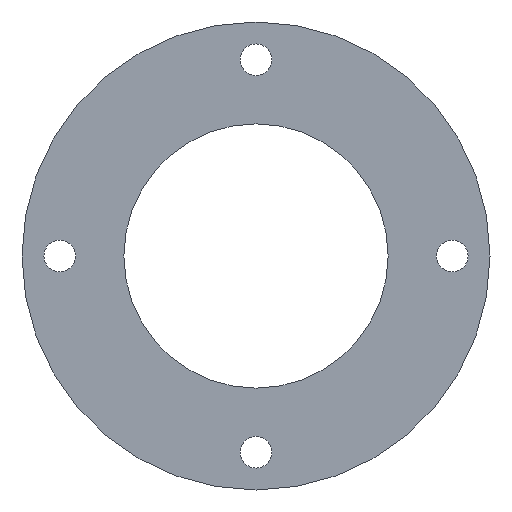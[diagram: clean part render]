
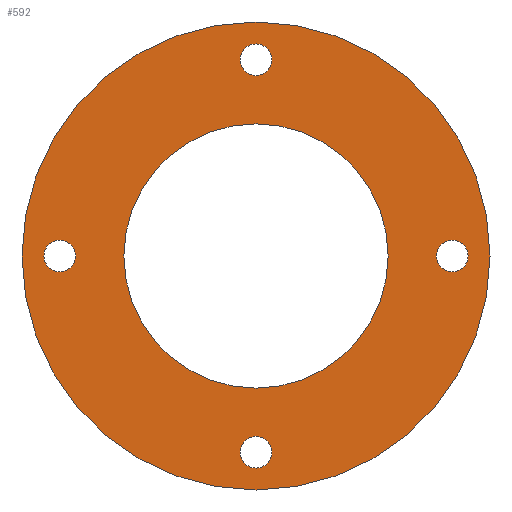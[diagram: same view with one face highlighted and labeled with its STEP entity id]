
A CAD part, front view. The second image highlights one B-rep face of the part: STEP entity #592.
In plain terms, the highlighted planar face has unit normal (0, -1, 0).
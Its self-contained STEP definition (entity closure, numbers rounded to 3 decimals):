
#1 = ORIENTED_EDGE ( 'NONE', *, *, #618, .T. ) ;
#3 = EDGE_LOOP ( 'NONE', ( #472, #1 ) ) ;
#7 = CARTESIAN_POINT ( 'NONE',  ( 26., 0., 0. ) ) ;
#20 = CARTESIAN_POINT ( 'NONE',  ( 0., 0., 31. ) ) ;
#23 = CARTESIAN_POINT ( 'NONE',  ( 0., 0., 0. ) ) ;
#31 = ORIENTED_EDGE ( 'NONE', *, *, #595, .F. ) ;
#33 = EDGE_CURVE ( 'NONE', #484, #281, #283, .T. ) ;
#38 = AXIS2_PLACEMENT_3D ( 'NONE', #23, #244, #474 ) ;
#42 = EDGE_CURVE ( 'NONE', #373, #486, #109, .T. ) ;
#44 = ORIENTED_EDGE ( 'NONE', *, *, #139, .T. ) ;
#48 = CARTESIAN_POINT ( 'NONE',  ( -26., 0., 0. ) ) ;
#53 = AXIS2_PLACEMENT_3D ( 'NONE', #399, #520, #183 ) ;
#62 = EDGE_LOOP ( 'NONE', ( #322, #544 ) ) ;
#93 = DIRECTION ( 'NONE',  ( 0., 1., 0. ) ) ;
#101 = ORIENTED_EDGE ( 'NONE', *, *, #132, .T. ) ;
#107 = DIRECTION ( 'NONE',  ( 0., 0., 1. ) ) ;
#109 = CIRCLE ( 'NONE', #548, 2.1 ) ;
#113 = CARTESIAN_POINT ( 'NONE',  ( 0., 0., 28.1 ) ) ;
#116 = EDGE_CURVE ( 'NONE', #281, #484, #271, .T. ) ;
#118 = DIRECTION ( 'NONE',  ( 0., 1., 0. ) ) ;
#122 = AXIS2_PLACEMENT_3D ( 'NONE', #392, #574, #568 ) ;
#128 = CARTESIAN_POINT ( 'NONE',  ( 26., 0., 0. ) ) ;
#130 = DIRECTION ( 'NONE',  ( 0., 1., 0. ) ) ;
#132 = EDGE_CURVE ( 'NONE', #486, #373, #332, .T. ) ;
#135 = AXIS2_PLACEMENT_3D ( 'NONE', #48, #718, #309 ) ;
#137 = ORIENTED_EDGE ( 'NONE', *, *, #33, .T. ) ;
#139 = EDGE_CURVE ( 'NONE', #422, #710, #610, .T. ) ;
#151 = VERTEX_POINT ( 'NONE', #402 ) ;
#156 = AXIS2_PLACEMENT_3D ( 'NONE', #361, #415, #417 ) ;
#157 = DIRECTION ( 'NONE',  ( 0., 1., 0. ) ) ;
#165 = DIRECTION ( 'NONE',  ( 0., 0., -1. ) ) ;
#166 = CARTESIAN_POINT ( 'NONE',  ( 26., 0., 2.1 ) ) ;
#170 = CIRCLE ( 'NONE', #53, 17.5 ) ;
#178 = FACE_BOUND ( 'NONE', #62, .T. ) ;
#182 = CIRCLE ( 'NONE', #708, 2.1 ) ;
#183 = DIRECTION ( 'NONE',  ( 0., 0., -1. ) ) ;
#214 = AXIS2_PLACEMENT_3D ( 'NONE', #7, #232, #672 ) ;
#216 = PLANE ( 'NONE',  #408 ) ;
#217 = CIRCLE ( 'NONE', #588, 17.5 ) ;
#222 = DIRECTION ( 'NONE',  ( 0., -1., 0. ) ) ;
#232 = DIRECTION ( 'NONE',  ( 0., 1., 0. ) ) ;
#244 = DIRECTION ( 'NONE',  ( 0., -1., 0. ) ) ;
#262 = VERTEX_POINT ( 'NONE', #555 ) ;
#265 = EDGE_CURVE ( 'NONE', #262, #289, #674, .T. ) ;
#270 = CARTESIAN_POINT ( 'NONE',  ( 0., 0., 0. ) ) ;
#271 = CIRCLE ( 'NONE', #730, 2.1 ) ;
#274 = ORIENTED_EDGE ( 'NONE', *, *, #42, .T. ) ;
#281 = VERTEX_POINT ( 'NONE', #166 ) ;
#283 = CIRCLE ( 'NONE', #214, 2.1 ) ;
#289 = VERTEX_POINT ( 'NONE', #733 ) ;
#294 = ORIENTED_EDGE ( 'NONE', *, *, #353, .F. ) ;
#301 = DIRECTION ( 'NONE',  ( 0., -1., 0. ) ) ;
#309 = DIRECTION ( 'NONE',  ( 0., 0., 1. ) ) ;
#322 = ORIENTED_EDGE ( 'NONE', *, *, #450, .T. ) ;
#332 = CIRCLE ( 'NONE', #156, 2.1 ) ;
#353 = EDGE_CURVE ( 'NONE', #701, #590, #170, .T. ) ;
#355 = ORIENTED_EDGE ( 'NONE', *, *, #675, .T. ) ;
#356 = VERTEX_POINT ( 'NONE', #113 ) ;
#360 = CIRCLE ( 'NONE', #488, 31. ) ;
#361 = CARTESIAN_POINT ( 'NONE',  ( 0., 0., -26. ) ) ;
#373 = VERTEX_POINT ( 'NONE', #692 ) ;
#392 = CARTESIAN_POINT ( 'NONE',  ( 0., 0., 26. ) ) ;
#397 = EDGE_LOOP ( 'NONE', ( #478, #137 ) ) ;
#398 = CARTESIAN_POINT ( 'NONE',  ( 0., 0., -17.5 ) ) ;
#399 = CARTESIAN_POINT ( 'NONE',  ( 0., 0., 0. ) ) ;
#402 = CARTESIAN_POINT ( 'NONE',  ( 0., 0., 23.9 ) ) ;
#408 = AXIS2_PLACEMENT_3D ( 'NONE', #691, #118, #579 ) ;
#415 = DIRECTION ( 'NONE',  ( 0., 1., 0. ) ) ;
#417 = DIRECTION ( 'NONE',  ( 0., 0., 1. ) ) ;
#422 = VERTEX_POINT ( 'NONE', #496 ) ;
#423 = CARTESIAN_POINT ( 'NONE',  ( 26., 0., -2.1 ) ) ;
#424 = EDGE_CURVE ( 'NONE', #356, #151, #182, .T. ) ;
#441 = DIRECTION ( 'NONE',  ( 0., 0., 1. ) ) ;
#443 = CIRCLE ( 'NONE', #122, 2.1 ) ;
#449 = DIRECTION ( 'NONE',  ( 0., 1., 0. ) ) ;
#450 = EDGE_CURVE ( 'NONE', #289, #262, #469, .T. ) ;
#462 = FACE_OUTER_BOUND ( 'NONE', #604, .T. ) ;
#464 = CARTESIAN_POINT ( 'NONE',  ( 0., 0., 17.5 ) ) ;
#469 = CIRCLE ( 'NONE', #135, 2.1 ) ;
#472 = ORIENTED_EDGE ( 'NONE', *, *, #424, .T. ) ;
#474 = DIRECTION ( 'NONE',  ( 0., 0., -1. ) ) ;
#478 = ORIENTED_EDGE ( 'NONE', *, *, #116, .T. ) ;
#484 = VERTEX_POINT ( 'NONE', #423 ) ;
#486 = VERTEX_POINT ( 'NONE', #599 ) ;
#488 = AXIS2_PLACEMENT_3D ( 'NONE', #645, #301, #651 ) ;
#496 = CARTESIAN_POINT ( 'NONE',  ( 0., 0., -31. ) ) ;
#517 = FACE_BOUND ( 'NONE', #725, .T. ) ;
#520 = DIRECTION ( 'NONE',  ( 0., -1., 0. ) ) ;
#537 = AXIS2_PLACEMENT_3D ( 'NONE', #670, #449, #441 ) ;
#544 = ORIENTED_EDGE ( 'NONE', *, *, #265, .T. ) ;
#546 = EDGE_LOOP ( 'NONE', ( #101, #274 ) ) ;
#548 = AXIS2_PLACEMENT_3D ( 'NONE', #678, #157, #107 ) ;
#555 = CARTESIAN_POINT ( 'NONE',  ( -26., 0., -2.1 ) ) ;
#562 = FACE_BOUND ( 'NONE', #3, .T. ) ;
#568 = DIRECTION ( 'NONE',  ( 0., 0., 1. ) ) ;
#574 = DIRECTION ( 'NONE',  ( 0., 1., 0. ) ) ;
#579 = DIRECTION ( 'NONE',  ( 0., 0., 1. ) ) ;
#588 = AXIS2_PLACEMENT_3D ( 'NONE', #270, #222, #165 ) ;
#590 = VERTEX_POINT ( 'NONE', #398 ) ;
#592 = ADVANCED_FACE ( 'NONE', ( #178, #562, #689, #735, #517, #462 ), #216, .F. ) ;
#595 = EDGE_CURVE ( 'NONE', #590, #701, #217, .T. ) ;
#599 = CARTESIAN_POINT ( 'NONE',  ( 0., 0., -23.9 ) ) ;
#603 = DIRECTION ( 'NONE',  ( 0., 0., 1. ) ) ;
#604 = EDGE_LOOP ( 'NONE', ( #44, #355 ) ) ;
#610 = CIRCLE ( 'NONE', #38, 31. ) ;
#618 = EDGE_CURVE ( 'NONE', #151, #356, #443, .T. ) ;
#645 = CARTESIAN_POINT ( 'NONE',  ( 0., 0., 0. ) ) ;
#648 = DIRECTION ( 'NONE',  ( 0., 0., 1. ) ) ;
#651 = DIRECTION ( 'NONE',  ( 0., 0., -1. ) ) ;
#670 = CARTESIAN_POINT ( 'NONE',  ( -26., 0., 0. ) ) ;
#672 = DIRECTION ( 'NONE',  ( 0., 0., 1. ) ) ;
#674 = CIRCLE ( 'NONE', #537, 2.1 ) ;
#675 = EDGE_CURVE ( 'NONE', #710, #422, #360, .T. ) ;
#678 = CARTESIAN_POINT ( 'NONE',  ( 0., 0., -26. ) ) ;
#689 = FACE_BOUND ( 'NONE', #397, .T. ) ;
#691 = CARTESIAN_POINT ( 'NONE',  ( -31., 0., 0. ) ) ;
#692 = CARTESIAN_POINT ( 'NONE',  ( 0., 0., -28.1 ) ) ;
#701 = VERTEX_POINT ( 'NONE', #464 ) ;
#708 = AXIS2_PLACEMENT_3D ( 'NONE', #726, #93, #603 ) ;
#710 = VERTEX_POINT ( 'NONE', #20 ) ;
#718 = DIRECTION ( 'NONE',  ( 0., 1., 0. ) ) ;
#725 = EDGE_LOOP ( 'NONE', ( #31, #294 ) ) ;
#726 = CARTESIAN_POINT ( 'NONE',  ( 0., 0., 26. ) ) ;
#730 = AXIS2_PLACEMENT_3D ( 'NONE', #128, #130, #648 ) ;
#733 = CARTESIAN_POINT ( 'NONE',  ( -26., 0., 2.1 ) ) ;
#735 = FACE_BOUND ( 'NONE', #546, .T. ) ;
